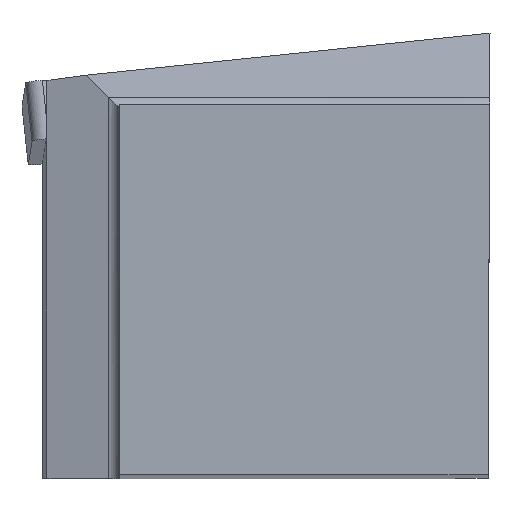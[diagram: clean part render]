
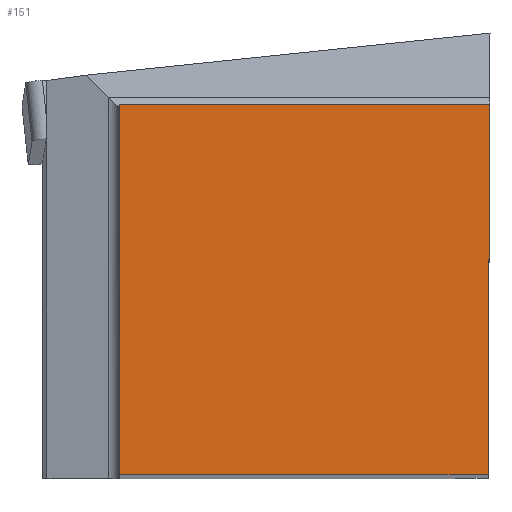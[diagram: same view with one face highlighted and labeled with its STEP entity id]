
A CAD part, top view. The second image highlights one B-rep face of the part: STEP entity #151.
In plain terms, the highlighted planar face has unit normal (0, 0, 1).
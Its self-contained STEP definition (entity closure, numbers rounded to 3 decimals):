
#121=FACE_OUTER_BOUND('',#339,.T.);
#151=ADVANCED_FACE('SHANK_FACE_BACK',(#121),#179,.F.);
#179=PLANE('',#748);
#211=LINE('',#1045,#271);
#222=LINE('',#1070,#282);
#237=LINE('',#1100,#297);
#238=LINE('',#1102,#298);
#271=VECTOR('',#843,1.);
#282=VECTOR('',#860,1.);
#297=VECTOR('',#891,1.);
#298=VECTOR('',#892,1.);
#339=EDGE_LOOP('',(#453,#454,#455,#456));
#453=ORIENTED_EDGE('',*,*,#622,.F.);
#454=ORIENTED_EDGE('',*,*,#593,.T.);
#455=ORIENTED_EDGE('',*,*,#606,.T.);
#456=ORIENTED_EDGE('',*,*,#623,.F.);
#535=VERTEX_POINT('',#1044);
#536=VERTEX_POINT('',#1046);
#546=VERTEX_POINT('',#1069);
#554=VERTEX_POINT('',#1101);
#593=EDGE_CURVE('',#536,#535,#211,.T.);
#606=EDGE_CURVE('',#535,#546,#222,.T.);
#622=EDGE_CURVE('',#536,#554,#237,.T.);
#623=EDGE_CURVE('',#554,#546,#238,.T.);
#748=AXIS2_PLACEMENT_3D('',#1103,#893,#894);
#843=DIRECTION('',(1.,0.,0.));
#860=DIRECTION('',(0.004,1.,0.));
#891=DIRECTION('',(0.,1.,0.));
#892=DIRECTION('',(1.,0.,0.));
#893=DIRECTION('',(0.,0.,-1.));
#894=DIRECTION('',(-0.994,-0.106,0.));
#1044=CARTESIAN_POINT('',(-0.174,0.,0.));
#1045=CARTESIAN_POINT('',(-54.493,0.,0.));
#1046=CARTESIAN_POINT('',(-39.85,0.,0.));
#1069=CARTESIAN_POINT('',(0.,39.85,0.));
#1070=CARTESIAN_POINT('',(-1.164,-226.833,0.));
#1100=CARTESIAN_POINT('',(-39.85,-7.492,0.));
#1101=CARTESIAN_POINT('',(-39.85,39.85,0.));
#1102=CARTESIAN_POINT('',(-54.493,39.85,0.));
#1103=CARTESIAN_POINT('',(0.,0.,0.));
